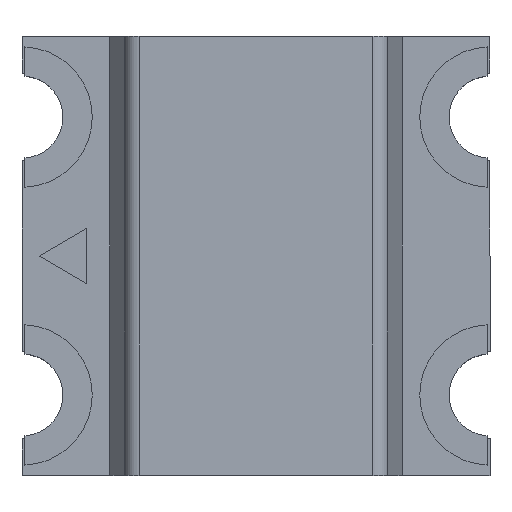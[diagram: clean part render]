
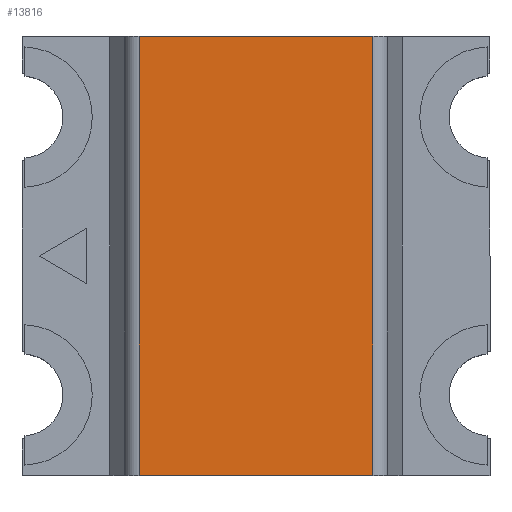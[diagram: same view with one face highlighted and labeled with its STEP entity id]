
A CAD part, top view. The second image highlights one B-rep face of the part: STEP entity #13816.
In plain terms, the highlighted planar face has unit normal (0, 0, 1).
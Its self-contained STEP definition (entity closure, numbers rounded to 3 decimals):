
#536 = VECTOR ( 'NONE', #12521, 1000. ) ;
#1114 = VERTEX_POINT ( 'NONE', #6573 ) ;
#1146 = ORIENTED_EDGE ( 'NONE', *, *, #1705, .T. ) ;
#1443 = EDGE_LOOP ( 'NONE', ( #6448, #6974, #1146, #13004 ) ) ;
#1705 = EDGE_CURVE ( 'NONE', #1114, #10587, #11202, .T. ) ;
#3195 = DIRECTION ( 'NONE',  ( 1., 0., 0. ) ) ;
#3418 = VERTEX_POINT ( 'NONE', #11571 ) ;
#4553 = DIRECTION ( 'NONE',  ( 0., -1., 0. ) ) ;
#4618 = AXIS2_PLACEMENT_3D ( 'NONE', #13127, #8303, #10665 ) ;
#4877 = LINE ( 'NONE', #12669, #13598 ) ;
#5433 = CARTESIAN_POINT ( 'NONE',  ( -0.4, -0.75, 0.6 ) ) ;
#5735 = VERTEX_POINT ( 'NONE', #6010 ) ;
#6010 = CARTESIAN_POINT ( 'NONE',  ( 0.4, -0.75, 0.6 ) ) ;
#6448 = ORIENTED_EDGE ( 'NONE', *, *, #7376, .F. ) ;
#6573 = CARTESIAN_POINT ( 'NONE',  ( -0.4, 0.75, 0.6 ) ) ;
#6974 = ORIENTED_EDGE ( 'NONE', *, *, #14605, .T. ) ;
#7208 = LINE ( 'NONE', #8299, #536 ) ;
#7376 = EDGE_CURVE ( 'NONE', #3418, #5735, #4877, .T. ) ;
#8299 = CARTESIAN_POINT ( 'NONE',  ( -0.4, 0.75, 0.6 ) ) ;
#8303 = DIRECTION ( 'NONE',  ( 0., 0., -1. ) ) ;
#8806 = CARTESIAN_POINT ( 'NONE',  ( -0.4, -0.75, 0.6 ) ) ;
#10587 = VERTEX_POINT ( 'NONE', #5433 ) ;
#10598 = FACE_OUTER_BOUND ( 'NONE', #1443, .T. ) ;
#10665 = DIRECTION ( 'NONE',  ( -1., 0., 0. ) ) ;
#10895 = PLANE ( 'NONE',  #4618 ) ;
#11202 = LINE ( 'NONE', #13586, #13744 ) ;
#11247 = LINE ( 'NONE', #8806, #12835 ) ;
#11571 = CARTESIAN_POINT ( 'NONE',  ( 0.4, 0.75, 0.6 ) ) ;
#12469 = DIRECTION ( 'NONE',  ( 0., -1., 0. ) ) ;
#12521 = DIRECTION ( 'NONE',  ( -1., 0., 0. ) ) ;
#12669 = CARTESIAN_POINT ( 'NONE',  ( 0.4, 1.803, 0.6 ) ) ;
#12835 = VECTOR ( 'NONE', #3195, 1000. ) ;
#13004 = ORIENTED_EDGE ( 'NONE', *, *, #13537, .T. ) ;
#13127 = CARTESIAN_POINT ( 'NONE',  ( -0.4, 1.803, 0.6 ) ) ;
#13537 = EDGE_CURVE ( 'NONE', #10587, #5735, #11247, .T. ) ;
#13586 = CARTESIAN_POINT ( 'NONE',  ( -0.4, 1.803, 0.6 ) ) ;
#13598 = VECTOR ( 'NONE', #12469, 1000. ) ;
#13744 = VECTOR ( 'NONE', #4553, 1000. ) ;
#13816 = ADVANCED_FACE ( 'NONE', ( #10598 ), #10895, .F. ) ;
#14605 = EDGE_CURVE ( 'NONE', #3418, #1114, #7208, .T. ) ;
